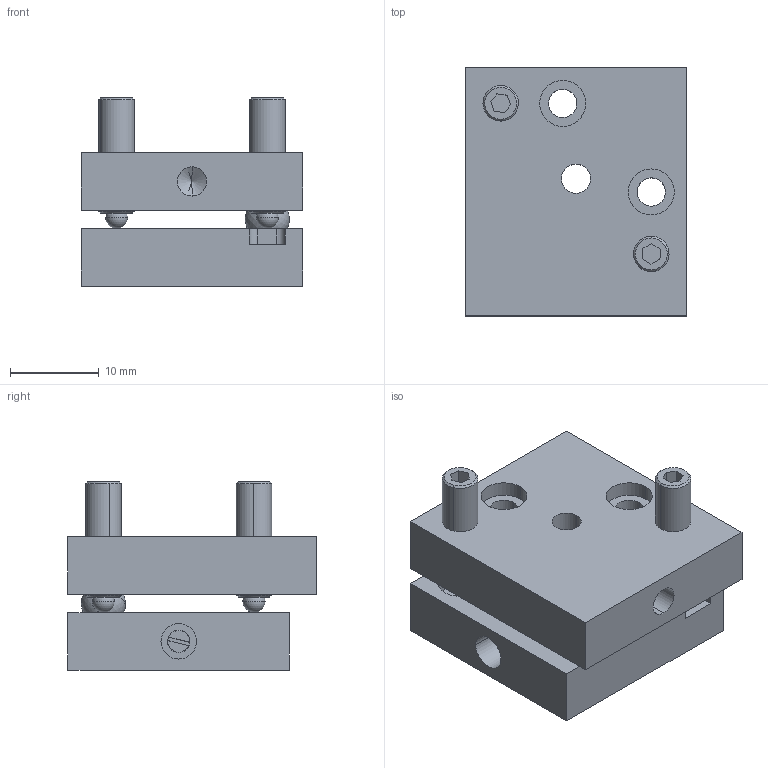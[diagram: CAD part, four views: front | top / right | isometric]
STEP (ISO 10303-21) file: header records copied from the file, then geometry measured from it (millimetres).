
FILE_DESCRIPTION (( 'STEP AP203' ), '1' );
FILE_NAME ('錨璃15^GCM-080201M 蚾饜.STEP', '2016-12-27T05:16:53', ( 'Lxtx999.CoM' ), ( 'Lxtx999.CoM' ), 'SwSTEP 2.0', 'SolidWorks 2012', '' );
FILE_SCHEMA (( 'CONFIG_CONTROL_DESIGN' ));
Length unit declared in the file: centimetre
Products named in the file (1): 錨璃15^GCM-080201M 蚾饜
Bounding box: 25 x 28 x 21.26 mm (x, y, z)
Volume: 7893.6 mm3; surface area: 5035.6 mm2
Topology: 5 solids, 5 shells, 142 faces, 338 edges, 212 vertices
Faces by surface type: cylinder 56, plane 50, cone 30, sphere 6
Entity records: 4078 total; most frequent: DIRECTION 735, CARTESIAN_POINT 713, ORIENTED_EDGE 626, EDGE_CURVE 313, AXIS2_PLACEMENT_3D 285, VERTEX_POINT 203, EDGE_LOOP 176, VECTOR 165
